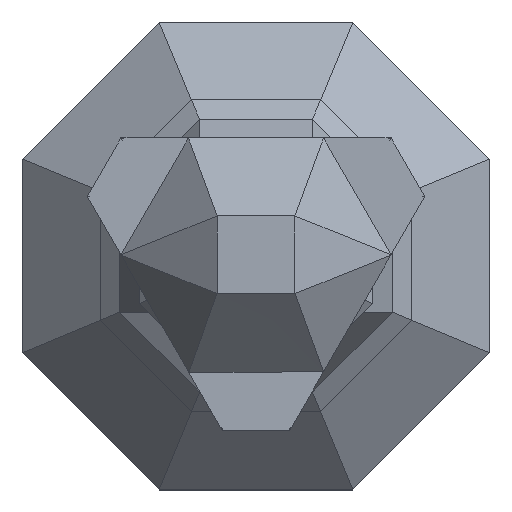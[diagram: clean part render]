
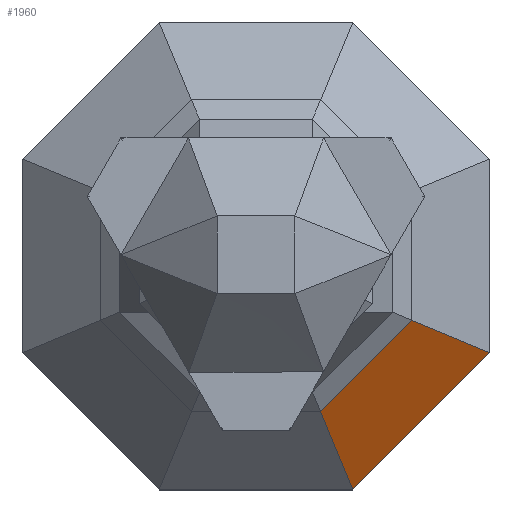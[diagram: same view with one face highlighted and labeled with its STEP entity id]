
A CAD part, top view. The second image highlights one B-rep face of the part: STEP entity #1960.
In plain terms, the highlighted planar face has unit normal (0.5, -0.5, 0.707).
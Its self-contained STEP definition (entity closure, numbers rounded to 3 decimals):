
#45=FACE_OUTER_BOUND('',#186,.T.);
#186=EDGE_LOOP('',(#1367,#1368,#1369,#1370));
#365=LINE('',#2919,#637);
#367=LINE('',#2923,#639);
#368=LINE('',#2925,#640);
#369=LINE('',#2926,#641);
#637=VECTOR('',#2353,5.);
#639=VECTOR('',#2357,5.);
#640=VECTOR('',#2358,5.);
#641=VECTOR('',#2359,5.);
#882=VERTEX_POINT('',#2916);
#883=VERTEX_POINT('',#2918);
#884=VERTEX_POINT('',#2922);
#885=VERTEX_POINT('',#2924);
#1042=EDGE_CURVE('',#882,#883,#365,.T.);
#1044=EDGE_CURVE('',#884,#882,#367,.T.);
#1045=EDGE_CURVE('',#884,#885,#368,.T.);
#1046=EDGE_CURVE('',#885,#883,#369,.T.);
#1367=ORIENTED_EDGE('',*,*,#1044,.F.);
#1368=ORIENTED_EDGE('',*,*,#1045,.T.);
#1369=ORIENTED_EDGE('',*,*,#1046,.T.);
#1370=ORIENTED_EDGE('',*,*,#1042,.F.);
#1820=PLANE('',#2115);
#1960=ADVANCED_FACE('',(#45),#1820,.T.);
#2115=AXIS2_PLACEMENT_3D('',#2921,#2355,#2356);
#2353=DIRECTION('',(0.679,-0.281,-0.679));
#2355=DIRECTION('center_axis',(0.5,-0.5,0.707));
#2356=DIRECTION('ref_axis',(0.816,0.,-0.577));
#2357=DIRECTION('',(0.707,0.707,0.));
#2358=DIRECTION('',(0.281,-0.679,-0.679));
#2359=DIRECTION('',(0.707,0.707,0.));
#2916=CARTESIAN_POINT('',(3.,1.101,40.));
#2918=CARTESIAN_POINT('',(8.,-0.971,35.));
#2919=CARTESIAN_POINT('',(3.,1.101,40.));
#2921=CARTESIAN_POINT('Origin',(0.96,-4.475,37.5));
#2922=CARTESIAN_POINT('',(-1.101,-3.,40.));
#2923=CARTESIAN_POINT('',(-0.222,-2.121,40.));
#2924=CARTESIAN_POINT('',(0.971,-8.,35.));
#2925=CARTESIAN_POINT('',(-1.101,-3.,40.));
#2926=CARTESIAN_POINT('',(2.728,-6.243,35.));
